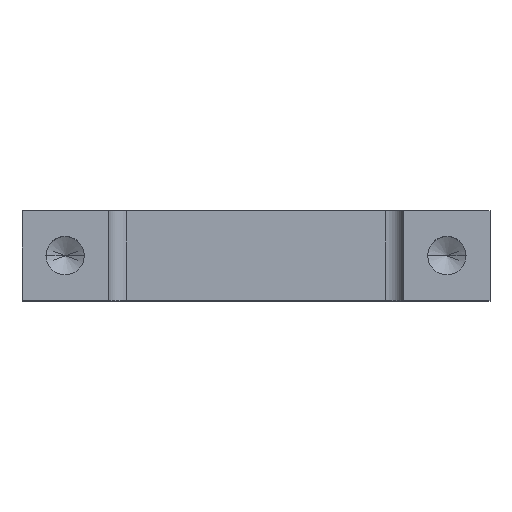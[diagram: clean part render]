
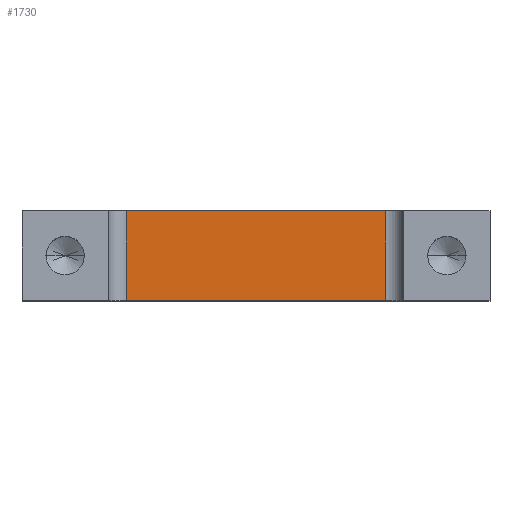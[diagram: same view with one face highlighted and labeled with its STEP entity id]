
A CAD part, top view. The second image highlights one B-rep face of the part: STEP entity #1730.
In plain terms, the highlighted planar face has unit normal (0, 0, 1).
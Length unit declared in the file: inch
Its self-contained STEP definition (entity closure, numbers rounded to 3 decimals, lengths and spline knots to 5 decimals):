
#4 = EDGE_CURVE ( 'NONE', #1706, #1675, #223, .T. ) ;
#41 = VERTEX_POINT ( 'NONE', #782 ) ;
#46 = CARTESIAN_POINT ( 'NONE',  ( 0.41, 0., 0.5375 ) ) ;
#78 = EDGE_CURVE ( 'NONE', #41, #1706, #2106, .T. ) ;
#96 = VECTOR ( 'NONE', #2090, 39.37008 ) ;
#196 = DIRECTION ( 'NONE',  ( -1., 0., 0. ) ) ;
#200 = VECTOR ( 'NONE', #444, 39.37008 ) ;
#223 = LINE ( 'NONE', #1628, #200 ) ;
#254 = ORIENTED_EDGE ( 'NONE', *, *, #904, .T. ) ;
#267 = PLANE ( 'NONE',  #1810 ) ;
#310 = VERTEX_POINT ( 'NONE', #367 ) ;
#367 = CARTESIAN_POINT ( 'NONE',  ( 0.36, 0., 0.5375 ) ) ;
#434 = DIRECTION ( 'NONE',  ( 0., 0., -1. ) ) ;
#444 = DIRECTION ( 'NONE',  ( 0., -1., 0. ) ) ;
#626 = CARTESIAN_POINT ( 'NONE',  ( 0.41, 0.25, 0.5375 ) ) ;
#714 = EDGE_CURVE ( 'NONE', #310, #1675, #972, .T. ) ;
#782 = CARTESIAN_POINT ( 'NONE',  ( 0.36, 0.25, 0.5375 ) ) ;
#904 = EDGE_CURVE ( 'NONE', #310, #41, #989, .T. ) ;
#943 = VECTOR ( 'NONE', #196, 39.37008 ) ;
#957 = FACE_OUTER_BOUND ( 'NONE', #1160, .T. ) ;
#972 = LINE ( 'NONE', #46, #943 ) ;
#989 = LINE ( 'NONE', #1126, #96 ) ;
#1104 = CARTESIAN_POINT ( 'NONE',  ( -0.36, 0.25, 0.5375 ) ) ;
#1126 = CARTESIAN_POINT ( 'NONE',  ( 0.36, 0.25, 0.5375 ) ) ;
#1160 = EDGE_LOOP ( 'NONE', ( #2027, #1342, #1558, #254 ) ) ;
#1342 = ORIENTED_EDGE ( 'NONE', *, *, #4, .T. ) ;
#1457 = CARTESIAN_POINT ( 'NONE',  ( -0.36, 0., 0.5375 ) ) ;
#1558 = ORIENTED_EDGE ( 'NONE', *, *, #714, .F. ) ;
#1618 = DIRECTION ( 'NONE',  ( -1., 0., 0. ) ) ;
#1628 = CARTESIAN_POINT ( 'NONE',  ( -0.36, 0., 0.5375 ) ) ;
#1638 = DIRECTION ( 'NONE',  ( -1., 0., 0. ) ) ;
#1675 = VERTEX_POINT ( 'NONE', #1457 ) ;
#1706 = VERTEX_POINT ( 'NONE', #1104 ) ;
#1730 = ADVANCED_FACE ( 'NONE', ( #957 ), #267, .F. ) ;
#1758 = CARTESIAN_POINT ( 'NONE',  ( 0.41, 0., 0.5375 ) ) ;
#1810 = AXIS2_PLACEMENT_3D ( 'NONE', #1758, #434, #1618 ) ;
#2027 = ORIENTED_EDGE ( 'NONE', *, *, #78, .T. ) ;
#2090 = DIRECTION ( 'NONE',  ( 0., 1., 0. ) ) ;
#2106 = LINE ( 'NONE', #626, #2123 ) ;
#2123 = VECTOR ( 'NONE', #1638, 39.37008 ) ;
